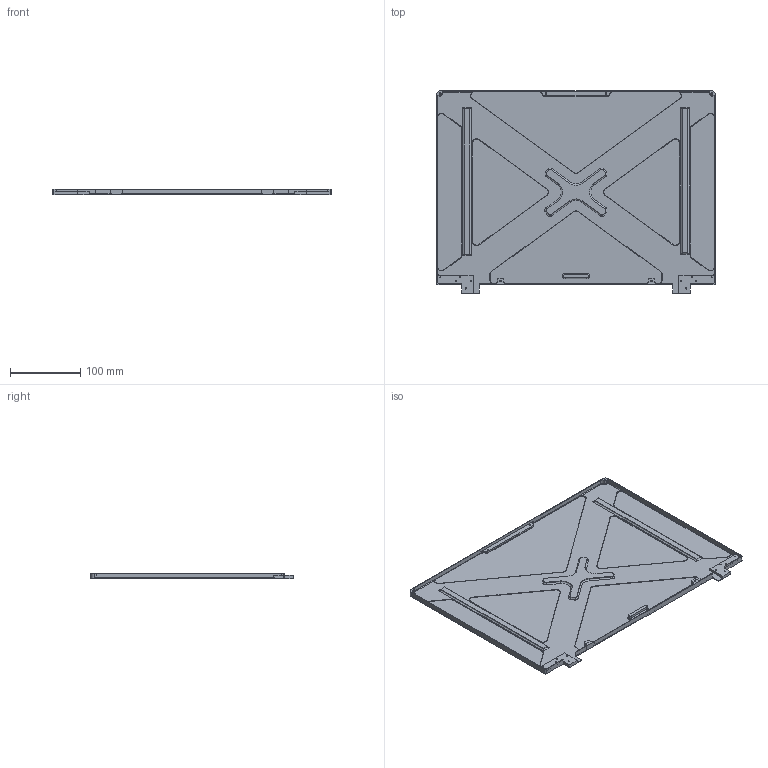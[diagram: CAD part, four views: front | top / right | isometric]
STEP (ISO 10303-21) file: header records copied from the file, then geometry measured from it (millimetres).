
FILE_DESCRIPTION(/* description */ (''),/* implementation_level */ '2;1');
FILE_NAME(/* name */ 'Top Cover.step',/* time_stamp */ '2025-09-24T23:51:25-05:00',/* author */ (''),/* organization */ (''),/* preprocessor_version */ 'ST-DEVELOPER v20.1',/* originating_system */ 'Autodesk Translation Framework v14.17.0.0',/* authorisation */ '');
FILE_SCHEMA (('AUTOMOTIVE_DESIGN { 1 0 10303 214 3 1 1 }'));
Length unit declared in the file: millimetre
Products named in the file (1): Top Cover
Bounding box: 397.56 x 288.8 x 7.8 mm (x, y, z)
Volume: 140684.9 mm3; surface area: 243965.4 mm2
Topology: 1 solids, 1 shells, 274 faces, 668 edges, 412 vertices
Faces by surface type: cylinder 120, plane 92, torus 54, bspline 4, sphere 2, cone 2
Full cylindrical faces by diameter (mm): 1.623 x10, 2.075 x6
Entity records: 8243 total; most frequent: CARTESIAN_POINT 1533, DIRECTION 1516, ORIENTED_EDGE 1324, EDGE_CURVE 662, AXIS2_PLACEMENT_3D 587, VERTEX_POINT 412, LINE 342, VECTOR 342
